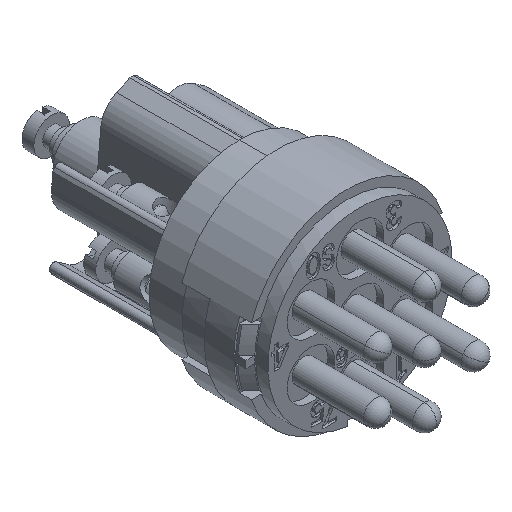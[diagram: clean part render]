
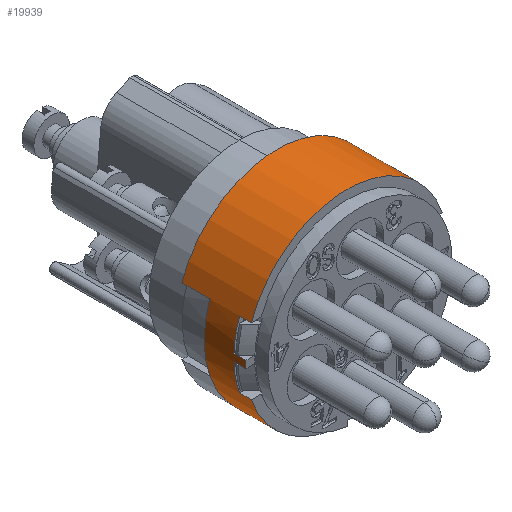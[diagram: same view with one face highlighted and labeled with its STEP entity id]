
A CAD part, isometric view. The second image highlights one B-rep face of the part: STEP entity #19939.
In plain terms, the highlighted cylindrical face has radius 8.5 mm (diameter 17 mm), a partial arc.
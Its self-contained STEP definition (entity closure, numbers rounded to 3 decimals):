
#1648=CARTESIAN_POINT('',(0.,-2.8,0.));
#1649=DIRECTION('',(0.,1.,0.));
#1650=DIRECTION('',(-0.944,0.,-0.329));
#1651=AXIS2_PLACEMENT_3D('',#1648,#1649,#1650);
#1656=DIRECTION('',(0.,-1.,0.));
#1657=VECTOR('',#1656,2.35);
#1658=CARTESIAN_POINT('',(-8.026,-0.45,2.8));
#1659=LINE('',#1658,#1657);
#1663=CARTESIAN_POINT('',(0.,-0.45,0.));
#1664=DIRECTION('',(0.,1.,0.));
#1665=DIRECTION('',(-0.944,0.,0.329));
#1666=AXIS2_PLACEMENT_3D('',#1663,#1664,#1665);
#1671=DIRECTION('',(0.,-1.,0.));
#1672=VECTOR('',#1671,2.35);
#1673=CARTESIAN_POINT('',(8.026,-0.45,2.8));
#1674=LINE('',#1673,#1672);
#1678=CARTESIAN_POINT('',(0.,-2.8,0.));
#1679=DIRECTION('',(0.,1.,0.));
#1680=DIRECTION('',(0.944,0.,0.329));
#1681=AXIS2_PLACEMENT_3D('',#1678,#1679,#1680);
#1686=CARTESIAN_POINT('',(0.,-2.8,0.));
#1687=DIRECTION('',(0.,-1.,0.));
#1688=DIRECTION('',(0.121,0.,-0.993));
#1689=AXIS2_PLACEMENT_3D('',#1686,#1687,#1688);
#1694=DIRECTION('',(0.,-1.,0.));
#1695=VECTOR('',#1694,3.5);
#1696=CARTESIAN_POINT('',(1.025,-2.8,-8.438));
#1697=LINE('',#1696,#1695);
#1701=CARTESIAN_POINT('',(0.,-6.3,0.));
#1702=DIRECTION('',(0.,-1.,0.));
#1703=DIRECTION('',(0.121,0.,-0.993));
#1704=AXIS2_PLACEMENT_3D('',#1701,#1702,#1703);
#1709=DIRECTION('',(0.,-1.,0.));
#1710=VECTOR('',#1709,1.);
#1711=CARTESIAN_POINT('',(8.026,-5.3,-2.8));
#1712=LINE('',#1711,#1710);
#1716=CARTESIAN_POINT('',(0.,-5.3,0.));
#1717=DIRECTION('',(0.,-1.,0.));
#1718=DIRECTION('',(0.944,0.,-0.329));
#1719=AXIS2_PLACEMENT_3D('',#1716,#1717,#1718);
#1724=DIRECTION('',(0.,1.,0.));
#1725=VECTOR('',#1724,1.);
#1726=CARTESIAN_POINT('',(8.495,-6.3,-0.3));
#1727=LINE('',#1726,#1725);
#1731=CARTESIAN_POINT('',(0.,-5.3,0.));
#1732=DIRECTION('',(0.,-1.,0.));
#1733=DIRECTION('',(0.999,0.,0.035));
#1734=AXIS2_PLACEMENT_3D('',#1731,#1732,#1733);
#1739=DIRECTION('',(0.,-1.,0.));
#1740=VECTOR('',#1739,1.);
#1741=CARTESIAN_POINT('',(8.026,-5.3,2.8));
#1742=LINE('',#1741,#1740);
#1746=CARTESIAN_POINT('',(0.,-6.3,0.));
#1747=DIRECTION('',(0.,-1.,0.));
#1748=DIRECTION('',(0.944,0.,0.329));
#1749=AXIS2_PLACEMENT_3D('',#1746,#1747,#1748);
#1754=DIRECTION('',(0.,-1.,0.));
#1755=VECTOR('',#1754,1.);
#1756=CARTESIAN_POINT('',(-8.026,-5.3,2.8));
#1757=LINE('',#1756,#1755);
#1761=CARTESIAN_POINT('',(0.,-5.3,0.));
#1762=DIRECTION('',(0.,-1.,0.));
#1763=DIRECTION('',(-0.944,0.,0.329));
#1764=AXIS2_PLACEMENT_3D('',#1761,#1762,#1763);
#1769=DIRECTION('',(0.,1.,0.));
#1770=VECTOR('',#1769,1.);
#1771=CARTESIAN_POINT('',(-8.495,-6.3,-0.3));
#1772=LINE('',#1771,#1770);
#1776=CARTESIAN_POINT('',(0.,-5.3,0.));
#1777=DIRECTION('',(0.,-1.,0.));
#1778=DIRECTION('',(-0.999,0.,-0.035));
#1779=AXIS2_PLACEMENT_3D('',#1776,#1777,#1778);
#1784=DIRECTION('',(0.,-1.,0.));
#1785=VECTOR('',#1784,1.);
#1786=CARTESIAN_POINT('',(-8.026,-5.3,-2.8));
#1787=LINE('',#1786,#1785);
#1791=CARTESIAN_POINT('',(0.,-6.3,0.));
#1792=DIRECTION('',(0.,-1.,0.));
#1793=DIRECTION('',(-0.944,0.,-0.329));
#1794=AXIS2_PLACEMENT_3D('',#1791,#1792,#1793);
#1799=DIRECTION('',(0.,-1.,0.));
#1800=VECTOR('',#1799,3.5);
#1801=CARTESIAN_POINT('',(-1.025,-2.8,-8.438));
#1802=LINE('',#1801,#1800);
#1806=CARTESIAN_POINT('',(0.,-2.8,0.));
#1807=DIRECTION('',(0.,-1.,0.));
#1808=DIRECTION('',(-0.944,0.,-0.329));
#1809=AXIS2_PLACEMENT_3D('',#1806,#1807,#1808);
#2097=DIRECTION('',(0.,1.,0.));
#2098=VECTOR('',#2097,1.);
#2099=CARTESIAN_POINT('',(8.495,-6.3,0.3));
#2100=LINE('',#2099,#2098);
#2427=DIRECTION('',(0.,1.,0.));
#2428=VECTOR('',#2427,1.);
#2429=CARTESIAN_POINT('',(-8.495,-6.3,0.3));
#2430=LINE('',#2429,#2428);
#2470=CARTESIAN_POINT('',(0.,-6.3,0.));
#2471=DIRECTION('',(0.,1.,0.));
#2472=DIRECTION('',(-0.999,0.,-0.035));
#2473=AXIS2_PLACEMENT_3D('',#2470,#2471,#2472);
#3291=CARTESIAN_POINT('',(0.,-6.3,0.));
#3292=DIRECTION('',(0.,-1.,0.));
#3293=DIRECTION('',(0.999,0.,-0.035));
#3294=AXIS2_PLACEMENT_3D('',#3291,#3292,#3293);
#17224=CARTESIAN_POINT('',(-1.025,-6.3,-8.438));
#17226=VERTEX_POINT('',#17224);
#17227=CARTESIAN_POINT('',(1.025,-6.3,-8.438));
#17229=VERTEX_POINT('',#17227);
#17233=CARTESIAN_POINT('',(8.026,-5.3,-2.8));
#17234=CARTESIAN_POINT('',(8.026,-6.3,-2.8));
#17235=VERTEX_POINT('',#17233);
#17236=VERTEX_POINT('',#17234);
#17237=CARTESIAN_POINT('',(8.026,-5.3,2.8));
#17238=CARTESIAN_POINT('',(8.026,-6.3,2.8));
#17239=VERTEX_POINT('',#17237);
#17240=VERTEX_POINT('',#17238);
#17247=CARTESIAN_POINT('',(8.495,-5.3,-0.3));
#17248=VERTEX_POINT('',#17247);
#17249=CARTESIAN_POINT('',(8.495,-5.3,0.3));
#17250=VERTEX_POINT('',#17249);
#17251=CARTESIAN_POINT('',(8.495,-6.3,-0.3));
#17252=CARTESIAN_POINT('',(8.495,-6.3,0.3));
#17253=VERTEX_POINT('',#17251);
#17254=VERTEX_POINT('',#17252);
#17299=CARTESIAN_POINT('',(-8.026,-5.3,-2.8));
#17300=CARTESIAN_POINT('',(-8.026,-6.3,-2.8));
#17301=VERTEX_POINT('',#17299);
#17302=VERTEX_POINT('',#17300);
#17303=CARTESIAN_POINT('',(-8.026,-5.3,2.8));
#17304=CARTESIAN_POINT('',(-8.026,-6.3,2.8));
#17305=VERTEX_POINT('',#17303);
#17306=VERTEX_POINT('',#17304);
#17307=CARTESIAN_POINT('',(-8.495,-5.3,0.3));
#17308=VERTEX_POINT('',#17307);
#17309=CARTESIAN_POINT('',(-8.495,-5.3,-0.3));
#17310=VERTEX_POINT('',#17309);
#17319=CARTESIAN_POINT('',(-8.495,-6.3,-0.3));
#17320=CARTESIAN_POINT('',(-8.495,-6.3,0.3));
#17321=VERTEX_POINT('',#17319);
#17322=VERTEX_POINT('',#17320);
#18573=CARTESIAN_POINT('',(8.026,-0.45,2.8));
#18575=VERTEX_POINT('',#18573);
#18615=CARTESIAN_POINT('',(-8.026,-0.45,2.8));
#18617=VERTEX_POINT('',#18615);
#19135=CARTESIAN_POINT('',(1.025,-2.8,-8.438));
#19136=CARTESIAN_POINT('',(8.026,-2.8,-2.8));
#19137=VERTEX_POINT('',#19135);
#19138=VERTEX_POINT('',#19136);
#19139=CARTESIAN_POINT('',(-8.026,-2.8,-2.8));
#19140=CARTESIAN_POINT('',(-1.025,-2.8,-8.438));
#19141=VERTEX_POINT('',#19139);
#19142=VERTEX_POINT('',#19140);
#19163=CARTESIAN_POINT('',(8.026,-2.8,2.8));
#19164=VERTEX_POINT('',#19163);
#19169=CARTESIAN_POINT('',(-8.026,-2.8,2.8));
#19170=VERTEX_POINT('',#19169);
#19883=CARTESIAN_POINT('',(0.,-2.585,0.));
#19884=DIRECTION('',(0.,-1.,0.));
#19885=DIRECTION('',(0.,0.,1.));
#19886=AXIS2_PLACEMENT_3D('',#19883,#19884,#19885);
#19887=CYLINDRICAL_SURFACE('',#19886,8.5);
#19889=ORIENTED_EDGE('',*,*,#19888,.T.);
#19891=ORIENTED_EDGE('',*,*,#19890,.F.);
#19893=ORIENTED_EDGE('',*,*,#19892,.T.);
#19895=ORIENTED_EDGE('',*,*,#19894,.T.);
#19897=ORIENTED_EDGE('',*,*,#19896,.T.);
#19898=ORIENTED_EDGE('',*,*,#19862,.F.);
#19899=ORIENTED_EDGE('',*,*,#19795,.T.);
#19901=ORIENTED_EDGE('',*,*,#19900,.T.);
#19903=ORIENTED_EDGE('',*,*,#19902,.F.);
#19905=ORIENTED_EDGE('',*,*,#19904,.T.);
#19907=ORIENTED_EDGE('',*,*,#19906,.F.);
#19909=ORIENTED_EDGE('',*,*,#19908,.T.);
#19911=ORIENTED_EDGE('',*,*,#19910,.T.);
#19913=ORIENTED_EDGE('',*,*,#19912,.T.);
#19915=ORIENTED_EDGE('',*,*,#19914,.T.);
#19917=ORIENTED_EDGE('',*,*,#19916,.T.);
#19919=ORIENTED_EDGE('',*,*,#19918,.F.);
#19921=ORIENTED_EDGE('',*,*,#19920,.T.);
#19923=ORIENTED_EDGE('',*,*,#19922,.F.);
#19925=ORIENTED_EDGE('',*,*,#19924,.F.);
#19927=ORIENTED_EDGE('',*,*,#19926,.T.);
#19929=ORIENTED_EDGE('',*,*,#19928,.T.);
#19931=ORIENTED_EDGE('',*,*,#19930,.T.);
#19933=ORIENTED_EDGE('',*,*,#19932,.T.);
#19935=ORIENTED_EDGE('',*,*,#19934,.F.);
#19936=ORIENTED_EDGE('',*,*,#19870,.F.);
#19937=EDGE_LOOP('',(#19889,#19891,#19893,#19895,#19897,#19898,#19899,#19901,
#19903,#19905,#19907,#19909,#19911,#19913,#19915,#19917,#19919,#19921,#19923,
#19925,#19927,#19929,#19931,#19933,#19935,#19936));
#19938=FACE_OUTER_BOUND('',#19937,.F.);
#1652=CIRCLE('',#1651,8.5);
#1667=CIRCLE('',#1666,8.5);
#1682=CIRCLE('',#1681,8.5);
#1690=CIRCLE('',#1689,8.5);
#1705=CIRCLE('',#1704,8.5);
#1720=CIRCLE('',#1719,8.5);
#1735=CIRCLE('',#1734,8.5);
#1750=CIRCLE('',#1749,8.5);
#1765=CIRCLE('',#1764,8.5);
#1780=CIRCLE('',#1779,8.5);
#1795=CIRCLE('',#1794,8.5);
#1810=CIRCLE('',#1809,8.5);
#2474=CIRCLE('',#2473,8.5);
#3295=CIRCLE('',#3294,8.5);
#19795=EDGE_CURVE('',#19137,#17229,#1697,.T.);
#19862=EDGE_CURVE('',#19137,#19138,#1690,.T.);
#19870=EDGE_CURVE('',#19141,#19142,#1810,.T.);
#19888=EDGE_CURVE('',#19141,#19170,#1652,.T.);
#19890=EDGE_CURVE('',#18617,#19170,#1659,.T.);
#19892=EDGE_CURVE('',#18617,#18575,#1667,.T.);
#19894=EDGE_CURVE('',#18575,#19164,#1674,.T.);
#19896=EDGE_CURVE('',#19164,#19138,#1682,.T.);
#19900=EDGE_CURVE('',#17229,#17236,#1705,.T.);
#19902=EDGE_CURVE('',#17235,#17236,#1712,.T.);
#19904=EDGE_CURVE('',#17235,#17248,#1720,.T.);
#19906=EDGE_CURVE('',#17253,#17248,#1727,.T.);
#19908=EDGE_CURVE('',#17253,#17254,#3295,.T.);
#19910=EDGE_CURVE('',#17254,#17250,#2100,.T.);
#19912=EDGE_CURVE('',#17250,#17239,#1735,.T.);
#19914=EDGE_CURVE('',#17239,#17240,#1742,.T.);
#19916=EDGE_CURVE('',#17240,#17306,#1750,.T.);
#19918=EDGE_CURVE('',#17305,#17306,#1757,.T.);
#19920=EDGE_CURVE('',#17305,#17308,#1765,.T.);
#19922=EDGE_CURVE('',#17322,#17308,#2430,.T.);
#19924=EDGE_CURVE('',#17321,#17322,#2474,.T.);
#19926=EDGE_CURVE('',#17321,#17310,#1772,.T.);
#19928=EDGE_CURVE('',#17310,#17301,#1780,.T.);
#19930=EDGE_CURVE('',#17301,#17302,#1787,.T.);
#19932=EDGE_CURVE('',#17302,#17226,#1795,.T.);
#19934=EDGE_CURVE('',#19142,#17226,#1802,.T.);
#19939=ADVANCED_FACE('',(#19938),#19887,.T.);
